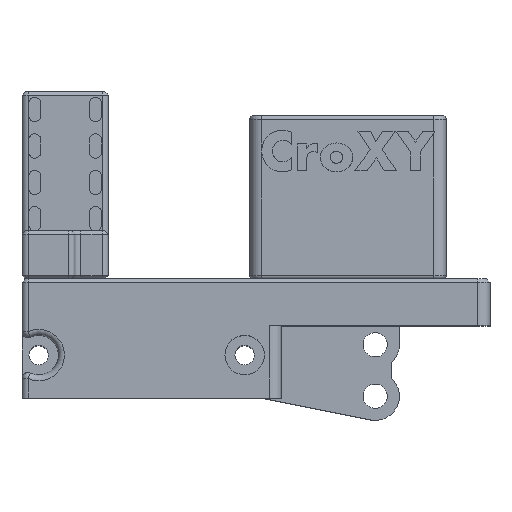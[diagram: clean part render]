
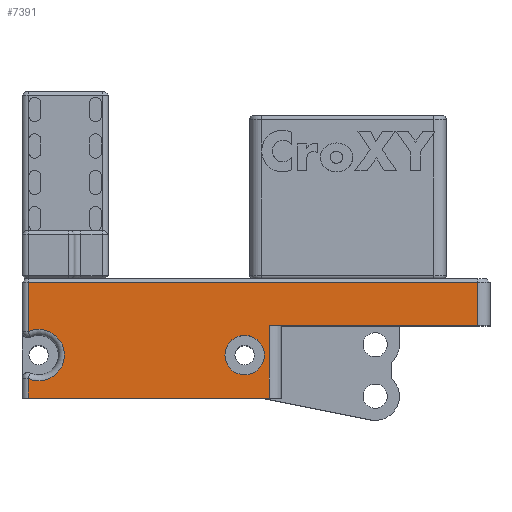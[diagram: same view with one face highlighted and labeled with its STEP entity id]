
A CAD part, top view. The second image highlights one B-rep face of the part: STEP entity #7391.
In plain terms, the highlighted planar face has unit normal (0, 0, 1).
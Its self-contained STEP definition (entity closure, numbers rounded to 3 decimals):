
#313=FACE_BOUND('',#1517,.T.);
#509=CIRCLE('',#7931,4.25);
#510=CIRCLE('',#7932,3.25);
#742=PLANE('',#7930);
#1053=FACE_OUTER_BOUND('',#1516,.T.);
#1516=EDGE_LOOP('',(#6085,#6086,#6087,#6088,#6089,#6090,#6091,#6092));
#1517=EDGE_LOOP('',(#6093));
#2021=LINE('',#12387,#2660);
#2119=LINE('',#12717,#2758);
#2158=LINE('',#12836,#2797);
#2159=LINE('',#12839,#2798);
#2160=LINE('',#12843,#2799);
#2161=LINE('',#12845,#2800);
#2162=LINE('',#12846,#2801);
#2660=VECTOR('',#8928,10.);
#2758=VECTOR('',#9244,10.);
#2797=VECTOR('',#9337,10.);
#2798=VECTOR('',#9340,10.);
#2799=VECTOR('',#9343,10.);
#2800=VECTOR('',#9344,10.);
#2801=VECTOR('',#9345,10.);
#3360=VERTEX_POINT('',#12384);
#3361=VERTEX_POINT('',#12386);
#3483=VERTEX_POINT('',#12712);
#3484=VERTEX_POINT('',#12716);
#3518=VERTEX_POINT('',#12838);
#3519=VERTEX_POINT('',#12840);
#3520=VERTEX_POINT('',#12842);
#3521=VERTEX_POINT('',#12844);
#3522=VERTEX_POINT('',#12847);
#4209=EDGE_CURVE('',#3361,#3360,#2021,.F.);
#4374=EDGE_CURVE('',#3483,#3484,#2119,.T.);
#4426=EDGE_CURVE('',#3484,#3360,#2158,.T.);
#4427=EDGE_CURVE('',#3518,#3483,#2159,.T.);
#4428=EDGE_CURVE('',#3519,#3518,#509,.T.);
#4429=EDGE_CURVE('',#3520,#3519,#2160,.T.);
#4430=EDGE_CURVE('',#3520,#3521,#2161,.T.);
#4431=EDGE_CURVE('',#3361,#3521,#2162,.T.);
#4432=EDGE_CURVE('',#3522,#3522,#510,.T.);
#6085=ORIENTED_EDGE('',*,*,#4374,.F.);
#6086=ORIENTED_EDGE('',*,*,#4427,.F.);
#6087=ORIENTED_EDGE('',*,*,#4428,.F.);
#6088=ORIENTED_EDGE('',*,*,#4429,.F.);
#6089=ORIENTED_EDGE('',*,*,#4430,.T.);
#6090=ORIENTED_EDGE('',*,*,#4431,.F.);
#6091=ORIENTED_EDGE('',*,*,#4209,.T.);
#6092=ORIENTED_EDGE('',*,*,#4426,.F.);
#6093=ORIENTED_EDGE('',*,*,#4432,.T.);
#7391=ADVANCED_FACE('',(#1053,#313),#742,.T.);
#7930=AXIS2_PLACEMENT_3D('',#12837,#9338,#9339);
#7931=AXIS2_PLACEMENT_3D('',#12841,#9341,#9342);
#7932=AXIS2_PLACEMENT_3D('',#12848,#9346,#9347);
#8928=DIRECTION('',(-1.,0.,0.));
#9244=DIRECTION('',(1.,0.,0.));
#9337=DIRECTION('',(0.,-1.,0.));
#9338=DIRECTION('center_axis',(0.,0.,1.));
#9339=DIRECTION('ref_axis',(-1.,0.,0.));
#9340=DIRECTION('',(0.,1.,0.));
#9341=DIRECTION('center_axis',(0.,0.,1.));
#9342=DIRECTION('ref_axis',(1.,0.,0.));
#9343=DIRECTION('',(0.,1.,0.));
#9344=DIRECTION('',(1.,0.,0.));
#9345=DIRECTION('',(0.,-1.,0.));
#9346=DIRECTION('center_axis',(0.,0.,-1.));
#9347=DIRECTION('ref_axis',(1.,0.,0.));
#12384=CARTESIAN_POINT('',(57.006,9.886,17.778));
#12386=CARTESIAN_POINT('',(22.543,9.886,17.778));
#12387=CARTESIAN_POINT('',(39.693,9.886,17.778));
#12712=CARTESIAN_POINT('',(-17.244,17.013,17.778));
#12716=CARTESIAN_POINT('',(57.006,17.013,17.778));
#12717=CARTESIAN_POINT('',(39.693,17.013,17.778));
#12836=CARTESIAN_POINT('',(57.006,17.613,17.778));
#12837=CARTESIAN_POINT('Origin',(59.006,17.613,17.778));
#12838=CARTESIAN_POINT('',(-17.244,8.877,17.778));
#12839=CARTESIAN_POINT('',(-17.244,17.613,17.778));
#12840=CARTESIAN_POINT('',(-17.244,1.131,17.778));
#12841=CARTESIAN_POINT('Origin',(-15.494,5.004,17.778));
#12842=CARTESIAN_POINT('',(-17.244,-2.114,17.778));
#12843=CARTESIAN_POINT('',(-17.244,17.613,17.778));
#12844=CARTESIAN_POINT('',(22.543,-2.114,17.778));
#12845=CARTESIAN_POINT('',(-18.244,-2.114,17.778));
#12846=CARTESIAN_POINT('',(22.543,17.613,17.778));
#12847=CARTESIAN_POINT('',(15.256,5.004,17.778));
#12848=CARTESIAN_POINT('Origin',(18.506,5.004,17.778));
